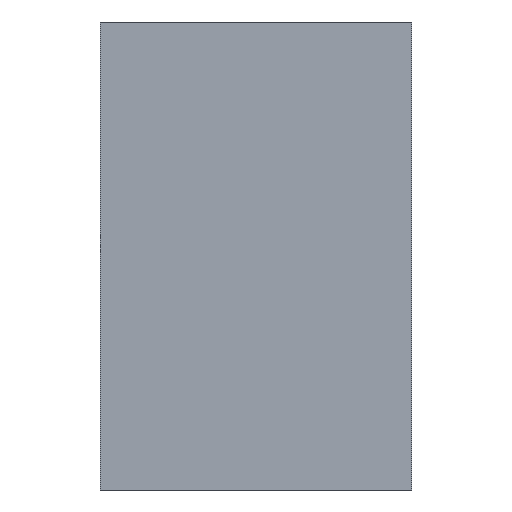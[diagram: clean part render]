
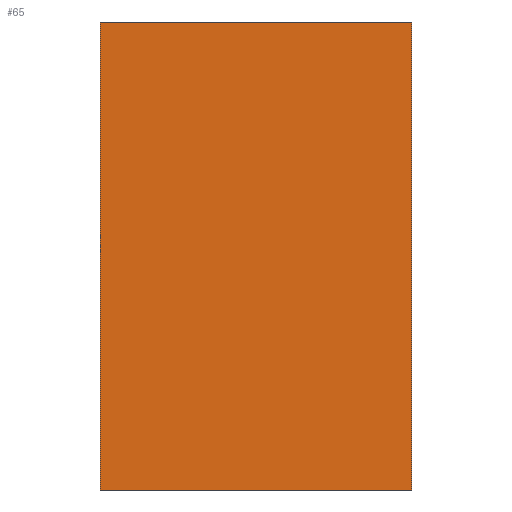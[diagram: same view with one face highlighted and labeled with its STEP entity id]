
A CAD part, left-side view. The second image highlights one B-rep face of the part: STEP entity #65.
In plain terms, the highlighted planar face has unit normal (-1, 0, 0).
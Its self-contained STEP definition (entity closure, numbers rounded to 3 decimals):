
#65=ADVANCED_FACE('',(#163),#164,.F.);
#163=FACE_OUTER_BOUND('',#294,.T.);
#164=PLANE('',#295);
#294=EDGE_LOOP('',(#419,#420,#421,#422));
#295=AXIS2_PLACEMENT_3D('',#423,#424,#425);
#419=ORIENTED_EDGE('',*,*,#790,.F.);
#420=ORIENTED_EDGE('',*,*,#791,.F.);
#421=ORIENTED_EDGE('',*,*,#792,.F.);
#422=ORIENTED_EDGE('',*,*,#793,.F.);
#423=CARTESIAN_POINT('',(-4.,0.,2.5));
#424=DIRECTION('',(1.0,0.,0.));
#425=DIRECTION('',(0.0,1.0,0.));
#790=EDGE_CURVE('',#936,#937,#938,.T.);
#791=EDGE_CURVE('',#939,#936,#940,.T.);
#792=EDGE_CURVE('',#941,#939,#942,.T.);
#793=EDGE_CURVE('',#937,#941,#943,.T.);
#936=VERTEX_POINT('',#1152);
#937=VERTEX_POINT('',#1153);
#938=LINE('',#1154,#1155);
#939=VERTEX_POINT('',#1156);
#940=LINE('',#1157,#1158);
#941=VERTEX_POINT('',#1159);
#942=LINE('',#1160,#1161);
#943=LINE('',#1162,#1163);
#1152=CARTESIAN_POINT('',(-4.,15.0,-20.));
#1153=CARTESIAN_POINT('',(-4.0,15.0,25.026));
#1154=CARTESIAN_POINT('',(-4.,15.0,-20.));
#1155=VECTOR('',#1472,45.026);
#1156=CARTESIAN_POINT('',(-4.,-15.0,-20.));
#1157=CARTESIAN_POINT('',(-4.,-15.0,-20.));
#1158=VECTOR('',#1473,30.0);
#1159=CARTESIAN_POINT('',(-4.0,-15.0,25.026));
#1160=CARTESIAN_POINT('',(-4.0,-15.0,25.026));
#1161=VECTOR('',#1474,45.026);
#1162=CARTESIAN_POINT('',(-4.0,15.0,25.026));
#1163=VECTOR('',#1475,30.0);
#1472=DIRECTION('',(0.,0.,1.0));
#1473=DIRECTION('',(0.,1.0,0.0));
#1474=DIRECTION('',(0.,0.,-1.0));
#1475=DIRECTION('',(0.,-1.0,0.0));
